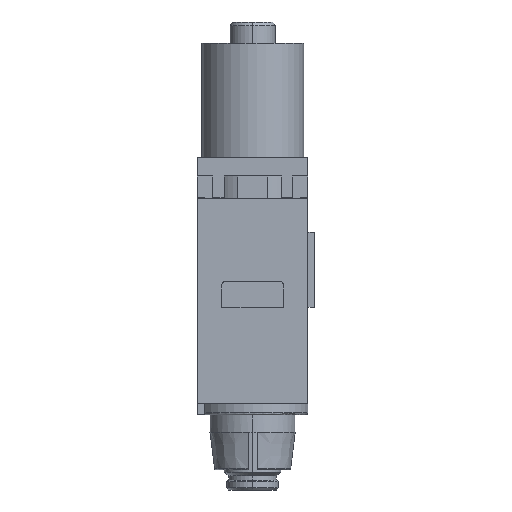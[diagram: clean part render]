
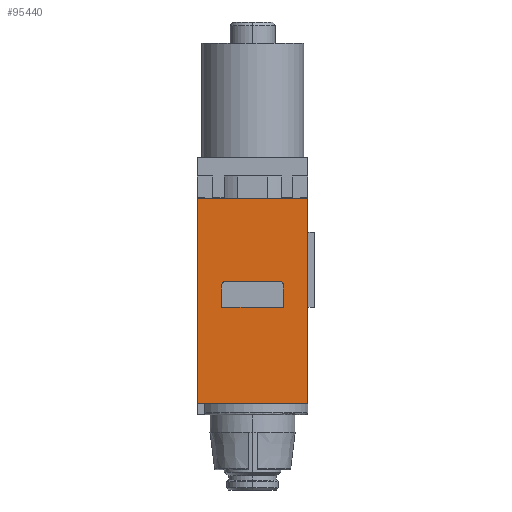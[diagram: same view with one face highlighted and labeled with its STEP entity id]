
A CAD part, front view. The second image highlights one B-rep face of the part: STEP entity #95440.
In plain terms, the highlighted planar face has unit normal (0, -1, 0).
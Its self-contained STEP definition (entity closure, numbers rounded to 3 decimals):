
#3230=CARTESIAN_POINT('',(73.997,51.955,
-47.6));
#3240=VERTEX_POINT('',#3230);
#3270=CARTESIAN_POINT('',(73.997,51.955,
-46.1));
#3280=DIRECTION('',(0.,0.,-1.));
#3290=VECTOR('',#3280,1.);
#3300=LINE('',#3270,#3290);
#3310=CARTESIAN_POINT('',(73.997,51.955,
-20.3));
#3320=VERTEX_POINT('',#3310);
#3330=EDGE_CURVE('',#3320,#3240,#3300,.T.);
#11700=CARTESIAN_POINT('',(59.297,51.955,
-20.3));
#11710=VERTEX_POINT('',#11700);
#11740=CARTESIAN_POINT('',(59.297,51.955,
-46.1));
#11750=DIRECTION('',(0.,0.,1.));
#11760=VECTOR('',#11750,1.);
#11770=LINE('',#11740,#11760);
#11780=CARTESIAN_POINT('',(59.297,51.955,
-47.6));
#11790=VERTEX_POINT('',#11780);
#11800=EDGE_CURVE('',#11790,#11710,#11770,.T.);
#79040=CARTESIAN_POINT('',(72.447,51.955,-20.3)
);
#79050=DIRECTION('',(-1.,0.,0.));
#79060=VECTOR('',#79050,1.);
#79070=LINE('',#79040,#79060);
#79080=EDGE_CURVE('',#3320,#11710,#79070,.T.);
#94760=CARTESIAN_POINT('',(66.647,51.955,
-37.7));
#94770=DIRECTION('',(0.,-1.,0.));
#94780=DIRECTION('',(0.,0.,1.));
#94790=AXIS2_PLACEMENT_3D('',#94760,#94770,#94780);
#94800=PLANE('',#94790);
#94810=ORIENTED_EDGE('',*,*,#3330,.F.);
#94820=CARTESIAN_POINT('',(59.297,51.955,
-47.6));
#94830=DIRECTION('',(1.,0.,0.));
#94840=VECTOR('',#94830,1.);
#94850=LINE('',#94820,#94840);
#94860=EDGE_CURVE('',#11790,#3240,#94850,.T.);
#94870=ORIENTED_EDGE('',*,*,#94860,.T.);
#94880=ORIENTED_EDGE('',*,*,#11800,.F.);
#94890=ORIENTED_EDGE('',*,*,#79080,.T.);
#94900=EDGE_LOOP('',(#94890,#94880,#94870,#94810));
#94910=FACE_OUTER_BOUND('',#94900,.T.);
#94920=CARTESIAN_POINT('',(70.747,51.955,
-45.7));
#94930=DIRECTION('',(0.,0.,1.));
#94940=VECTOR('',#94930,1.);
#94950=LINE('',#94920,#94940);
#94960=CARTESIAN_POINT('',(70.747,51.955,
-34.8));
#94970=VERTEX_POINT('',#94960);
#94980=CARTESIAN_POINT('',(70.747,51.955,
-31.8));
#94990=VERTEX_POINT('',#94980);
#95000=EDGE_CURVE('',#94970,#94990,#94950,.T.);
#95010=ORIENTED_EDGE('',*,*,#95000,.F.);
#95020=CARTESIAN_POINT('',(70.247,51.955,
-31.8));
#95030=DIRECTION('',(0.,1.,0.));
#95040=DIRECTION('',(0.,0.,-1.));
#95050=AXIS2_PLACEMENT_3D('',#95020,#95030,#95040);
#95060=CIRCLE('',#95050,0.5);
#95070=CARTESIAN_POINT('',(70.247,51.955,
-31.3));
#95080=VERTEX_POINT('',#95070);
#95090=EDGE_CURVE('',#95080,#94990,#95060,.T.);
#95100=ORIENTED_EDGE('',*,*,#95090,.T.);
#95110=CARTESIAN_POINT('',(72.447,51.955,
-31.3));
#95120=DIRECTION('',(-1.,0.,0.));
#95130=VECTOR('',#95120,1.);
#95140=LINE('',#95110,#95130);
#95150=CARTESIAN_POINT('',(63.047,51.955,
-31.3));
#95160=VERTEX_POINT('',#95150);
#95170=EDGE_CURVE('',#95080,#95160,#95140,.T.);
#95180=ORIENTED_EDGE('',*,*,#95170,.F.);
#95190=CARTESIAN_POINT('',(63.047,51.955,
-31.8));
#95200=DIRECTION('',(0.,-1.,0.));
#95210=DIRECTION('',(0.,0.,1.));
#95220=AXIS2_PLACEMENT_3D('',#95190,#95200,#95210);
#95230=CIRCLE('',#95220,0.5);
#95240=CARTESIAN_POINT('',(62.547,51.955,
-31.8));
#95250=VERTEX_POINT('',#95240);
#95260=EDGE_CURVE('',#95160,#95250,#95230,.T.);
#95270=ORIENTED_EDGE('',*,*,#95260,.F.);
#95280=CARTESIAN_POINT('',(62.547,51.955,
-45.7));
#95290=DIRECTION('',(0.,0.,-1.));
#95300=VECTOR('',#95290,1.);
#95310=LINE('',#95280,#95300);
#95320=CARTESIAN_POINT('',(62.547,51.955,
-34.8));
#95330=VERTEX_POINT('',#95320);
#95340=EDGE_CURVE('',#95250,#95330,#95310,.T.);
#95350=ORIENTED_EDGE('',*,*,#95340,.F.);
#95360=CARTESIAN_POINT('',(62.547,51.955,
-34.8));
#95370=DIRECTION('',(1.,0.,0.));
#95380=VECTOR('',#95370,1.);
#95390=LINE('',#95360,#95380);
#95400=EDGE_CURVE('',#95330,#94970,#95390,.T.);
#95410=ORIENTED_EDGE('',*,*,#95400,.F.);
#95420=EDGE_LOOP('',(#95410,#95350,#95270,#95180,#95100,#95010));
#95430=FACE_BOUND('',#95420,.T.);
#95440=ADVANCED_FACE('',(#94910,#95430),#94800,.T.);
